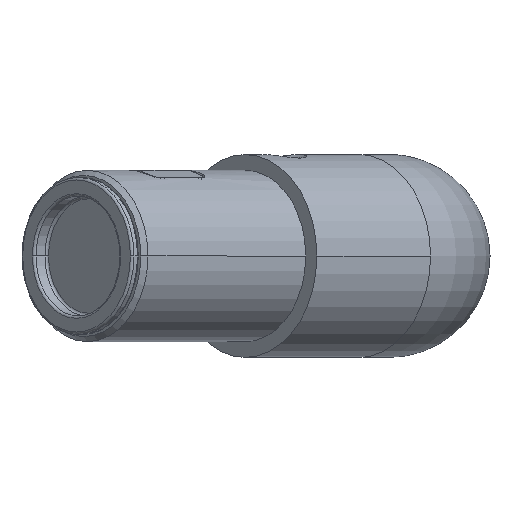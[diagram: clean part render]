
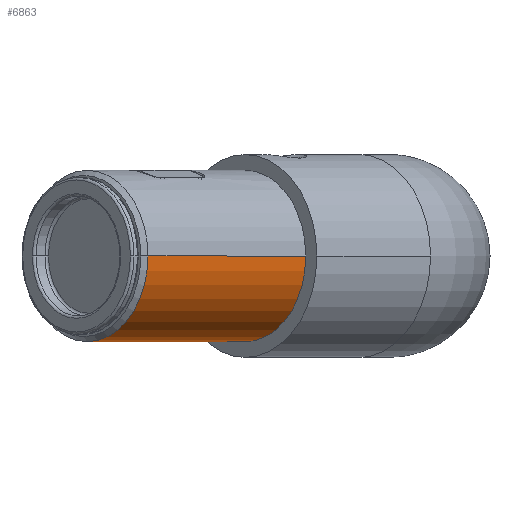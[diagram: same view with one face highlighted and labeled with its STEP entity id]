
A CAD part, left-side view. The second image highlights one B-rep face of the part: STEP entity #6863.
In plain terms, the highlighted cylindrical face has radius 16.9 mm (diameter 33.8 mm), a partial arc.
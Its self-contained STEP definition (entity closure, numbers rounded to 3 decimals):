
#1727 = CARTESIAN_POINT ( 'NONE',  ( -80.234, 16.334, 0. ) ) ;
#1732 = CARTESIAN_POINT ( 'NONE',  ( -87.447, 71.347, 0. ) ) ;
#1736 = CARTESIAN_POINT ( 'NONE',  ( -111.347, 47.447, 0. ) ) ;
#2478 = CARTESIAN_POINT ( 'NONE',  ( -56.334, 40.234, 0. ) ) ;
#3822 = DIRECTION ( 'NONE',  ( 0.707, 0.707, 0. ) ) ;
#3823 = DIRECTION ( 'NONE',  ( 0.707, -0.707, 0. ) ) ;
#3825 = CARTESIAN_POINT ( 'NONE',  ( -100.104, 60.104, 0. ) ) ;
#4327 = AXIS2_PLACEMENT_3D ( 'NONE', #7437, #7438, #7439 ) ;
#4430 = AXIS2_PLACEMENT_3D ( 'NONE', #3825, #3823, #3822 ) ;
#4592 = AXIS2_PLACEMENT_3D ( 'NONE', #7382, #7383, #7384 ) ;
#4792 = VERTEX_POINT ( 'NONE', #1736 ) ;
#4797 = VERTEX_POINT ( 'NONE', #1732 ) ;
#4802 = VERTEX_POINT ( 'NONE', #1727 ) ;
#5087 = VERTEX_POINT ( 'NONE', #2478 ) ;
#5117 = EDGE_LOOP ( 'NONE', ( #8410, #8408, #8403, #8396 ) ) ;
#6419 = CARTESIAN_POINT ( 'NONE',  ( -88.154, 72.054, 0. ) ) ;
#6424 = DIRECTION ( 'NONE',  ( 0.707, -0.707, 0. ) ) ;
#6438 = CARTESIAN_POINT ( 'NONE',  ( -112.054, 48.154, 0. ) ) ;
#6444 = DIRECTION ( 'NONE',  ( 0.707, -0.707, 0. ) ) ;
#6863 = ADVANCED_FACE ( 'NONE', ( #9414 ), #9408, .T. ) ;
#7382 = CARTESIAN_POINT ( 'NONE',  ( -99.397, 59.397, 0. ) ) ;
#7383 = DIRECTION ( 'NONE',  ( 0.707, -0.707, 0. ) ) ;
#7384 = DIRECTION ( 'NONE',  ( -0.707, -0.707, 0. ) ) ;
#7437 = CARTESIAN_POINT ( 'NONE',  ( -68.284, 28.284, 0. ) ) ;
#7438 = DIRECTION ( 'NONE',  ( -0.707, 0.707, 0. ) ) ;
#7439 = DIRECTION ( 'NONE',  ( -0.707, -0.707, 0. ) ) ;
#8146 = EDGE_CURVE ( 'NONE', #4797, #5087, #9167, .T. ) ;
#8158 = EDGE_CURVE ( 'NONE', #4792, #4802, #9160, .T. ) ;
#8396 = ORIENTED_EDGE ( 'NONE', *, *, #8941, .T. ) ;
#8403 = ORIENTED_EDGE ( 'NONE', *, *, #8146, .T. ) ;
#8408 = ORIENTED_EDGE ( 'NONE', *, *, #8930, .T. ) ;
#8410 = ORIENTED_EDGE ( 'NONE', *, *, #8158, .F. ) ;
#8930 = EDGE_CURVE ( 'NONE', #4792, #4797, #9678, .T. ) ;
#8941 = EDGE_CURVE ( 'NONE', #5087, #4802, #9684, .T. ) ;
#9156 = VECTOR ( 'NONE', #6444, 1000. ) ;
#9160 = LINE ( 'NONE', #6438, #9156 ) ;
#9166 = VECTOR ( 'NONE', #6424, 1000. ) ;
#9167 = LINE ( 'NONE', #6419, #9166 ) ;
#9408 = CYLINDRICAL_SURFACE ( 'NONE', #4430, 16.9 ) ;
#9414 = FACE_OUTER_BOUND ( 'NONE', #5117, .T. ) ;
#9678 = CIRCLE ( 'NONE', #4592, 16.9 ) ;
#9684 = CIRCLE ( 'NONE', #4327, 16.9 ) ;
